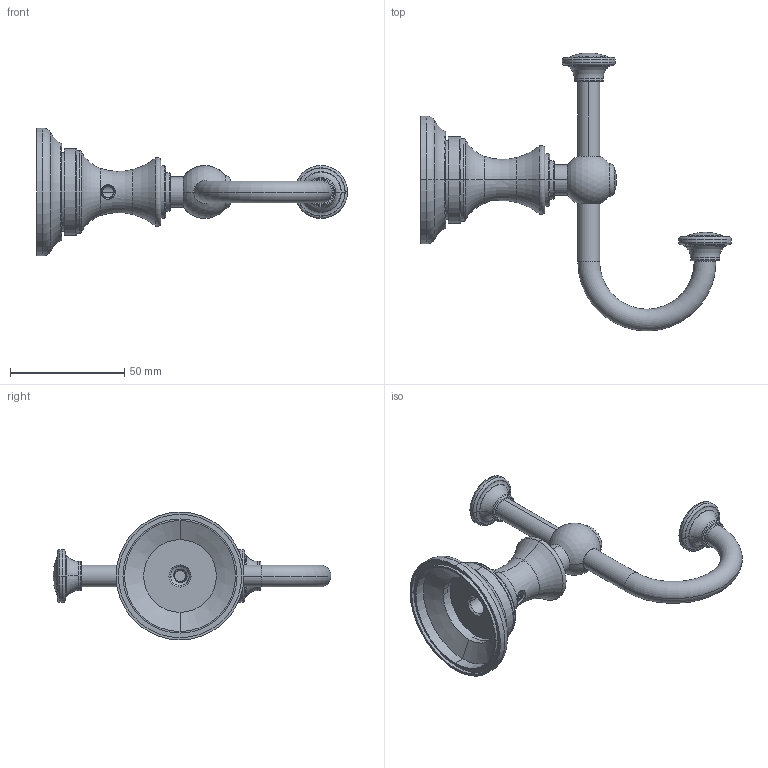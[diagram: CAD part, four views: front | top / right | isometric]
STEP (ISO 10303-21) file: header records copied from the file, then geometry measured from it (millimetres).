
FILE_DESCRIPTION((''),'2;1');
FILE_NAME('5611_ASM','2019-08-09T10:44:15',('jinson.thomas'),(''),'CREO PARAMETRIC BY PTC INC, 2018400','CREO PARAMETRIC BY PTC INC, 2018400','');
FILE_SCHEMA(('CONFIG_CONTROL_DESIGN'));
Length unit declared in the file: inch
Products named in the file (7): 11609; 2-656_ASM; 40726; 40738; 40739; 40362; 5611_ASM
Assembly tree (7 placements, depth 3):
  5611_ASM
    2-656_ASM
      11609
    40726
    40738
    40739
    40362  x2
Bounding box: 135.89 x 121.48 x 55.88 mm (x, y, z)
Volume: 49441.3 mm3; surface area: 24927 mm2
Topology: 6 solids, 6 shells, 434 faces, 1110 edges, 695 vertices
Faces by surface type: cylinder 183, bspline 142, torus 58, plane 29, cone 14, sphere 8
Entity records: 34160 total; most frequent: CARTESIAN_POINT 25923, ORIENTED_EDGE 1976, DIRECTION 1207, EDGE_CURVE 988, VERTEX_POINT 627, B_SPLINE_CURVE_WITH_KNOTS 550, AXIS2_PLACEMENT_3D 500, EDGE_LOOP 407
